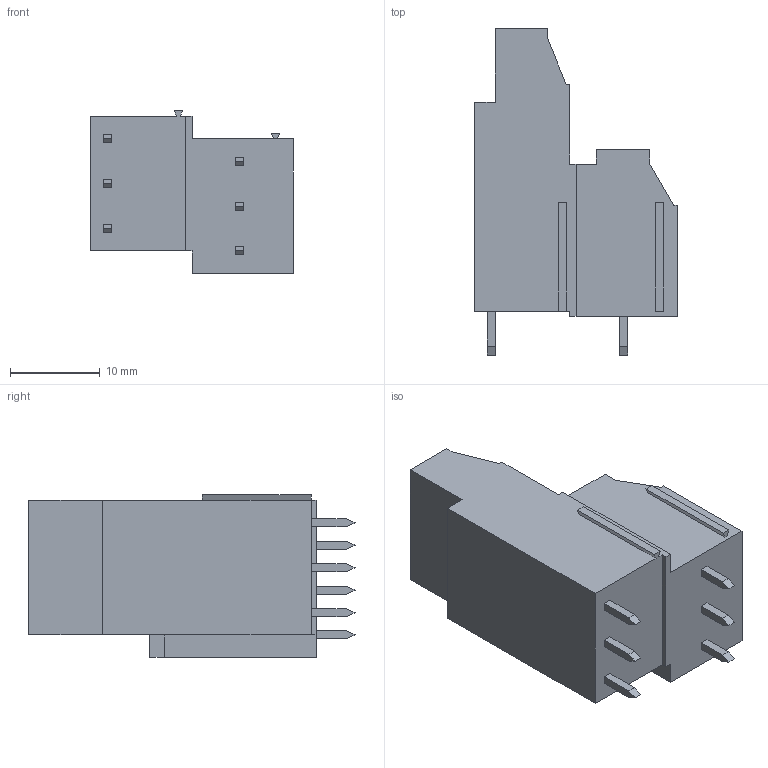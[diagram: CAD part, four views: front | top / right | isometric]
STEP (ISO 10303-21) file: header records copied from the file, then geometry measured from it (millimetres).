
FILE_DESCRIPTION(/* description */ ('Unknown'),/* implementation_level */ '2;1');
FILE_NAME(/* name */ 'ECDD3_3D_SOLID',/* time_stamp */ '2025-02-03T09:46:43+05:00',/* author */ ('Unknown'),/* organization */ ('Unknown'),/* preprocessor_version */ 'ST-DEVELOPER v16.7',/* originating_system */ 'Solid Edge',/* authorisation */ 'Unknown');
FILE_SCHEMA (('AUTOMOTIVE_DESIGN {1 0 10303 214 3 1 1}'));
Length unit declared in the file: millimetre
Products named in the file (1): ECDD3_3D_SOLID
Bounding box: 22.6 x 36.4 x 18.15 mm (x, y, z)
Volume: 6493.5 mm3; surface area: 7264.9 mm2
Topology: 1 solids, 1 shells, 723 faces, 2231 edges, 1475 vertices
Faces by surface type: plane 594, cylinder 105, torus 18, cone 6
Full cylindrical faces by diameter (mm): 2.1 x6, 3 x12, 3.5 x6, 3.75 x4, 3.9 x6
Entity records: 29621 total; most frequent: CARTESIAN_POINT 4605, ORIENTED_EDGE 4318, DIRECTION 3813, EDGE_CURVE 2159, LINE 1823, VECTOR 1823, VERTEX_POINT 1449, AXIS2_PLACEMENT_3D 995
